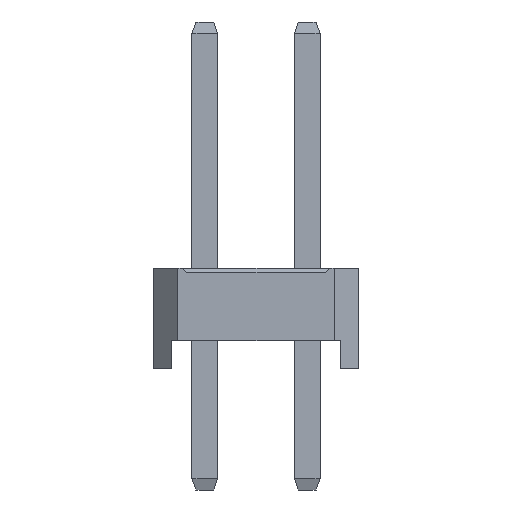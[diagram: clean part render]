
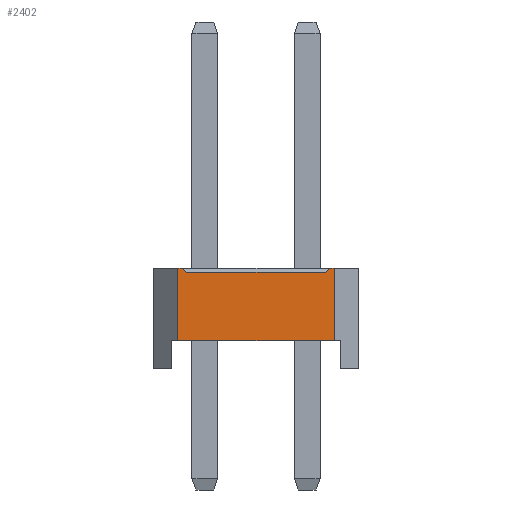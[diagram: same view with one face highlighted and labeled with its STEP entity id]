
A CAD part, left-side view. The second image highlights one B-rep face of the part: STEP entity #2402.
In plain terms, the highlighted planar face has unit normal (-1, 0, 0).
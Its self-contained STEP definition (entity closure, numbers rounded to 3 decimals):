
#2402=ADVANCED_FACE('',(#9914),#9916,.T.);
#9914=FACE_BOUND('',#9915,.T.);
#9915=EDGE_LOOP('',(#15797,#15798,#15799,#15800,#15801,#15802,#15803,#15804));
#9916=PLANE('',#9917);
#9917=AXIS2_PLACEMENT_3D('',#9918,#9919,#9920);
#9918=CARTESIAN_POINT('',(-1.27,3.21,0.));
#9919=DIRECTION('',(-1.,0.,0.));
#9920=DIRECTION('',(0.,-1.,0.));
#15797=ORIENTED_EDGE('',*,*,#19462,.F.);
#15798=ORIENTED_EDGE('',*,*,#19463,.T.);
#15799=ORIENTED_EDGE('',*,*,#19464,.F.);
#15800=ORIENTED_EDGE('',*,*,#18682,.F.);
#15801=ORIENTED_EDGE('',*,*,#19465,.F.);
#15802=ORIENTED_EDGE('',*,*,#18392,.T.);
#15803=ORIENTED_EDGE('',*,*,#19461,.T.);
#15804=ORIENTED_EDGE('',*,*,#18686,.F.);
#18392=EDGE_CURVE('',#20488,#20486,#20489,.T.);
#18682=EDGE_CURVE('',#21066,#21068,#21069,.T.);
#18686=EDGE_CURVE('',#21074,#21076,#21077,.T.);
#19461=EDGE_CURVE('',#20486,#21076,#22365,.T.);
#19462=EDGE_CURVE('',#22366,#21074,#22367,.F.);
#19463=EDGE_CURVE('',#22366,#22368,#22369,.T.);
#19464=EDGE_CURVE('',#21068,#22368,#22370,.F.);
#19465=EDGE_CURVE('',#20488,#21066,#22371,.T.);
#20486=VERTEX_POINT('',#23886);
#20488=VERTEX_POINT('',#23890);
#20489=LINE('',#23891,#23892);
#21066=VERTEX_POINT('',#25046);
#21068=VERTEX_POINT('',#25050);
#21069=LINE('',#25051,#25052);
#21074=VERTEX_POINT('',#25062);
#21076=VERTEX_POINT('',#25066);
#21077=LINE('',#25067,#25068);
#22365=LINE('',#27905,#27906);
#22366=VERTEX_POINT('',#27908);
#22367=LINE('',#27909,#27910);
#22368=VERTEX_POINT('',#27912);
#22369=LINE('',#27913,#27914);
#22370=LINE('',#27916,#27917);
#22371=LINE('',#27919,#27920);
#23886=CARTESIAN_POINT('',(-1.27,-0.67,0.7));
#23890=CARTESIAN_POINT('',(-1.27,3.21,0.7));
#23891=CARTESIAN_POINT('',(-1.27,3.21,0.7));
#23892=VECTOR('',#23893,1.);
#23893=DIRECTION('',(0.,-1.,0.));
#25046=CARTESIAN_POINT('',(-1.27,3.21,2.5));
#25050=CARTESIAN_POINT('',(-1.27,3.09,2.5));
#25051=CARTESIAN_POINT('',(-1.27,3.21,2.5));
#25052=VECTOR('',#25053,1.);
#25053=DIRECTION('',(0.,-1.,0.));
#25062=CARTESIAN_POINT('',(-1.27,-0.55,2.5));
#25066=CARTESIAN_POINT('',(-1.27,-0.67,2.5));
#25067=CARTESIAN_POINT('',(-1.27,-0.55,2.5));
#25068=VECTOR('',#25069,1.);
#25069=DIRECTION('',(0.,-1.,0.));
#27905=CARTESIAN_POINT('',(-1.27,-0.67,0.7));
#27906=VECTOR('',#27907,1.);
#27907=DIRECTION('',(0.,0.,1.));
#27908=CARTESIAN_POINT('',(-1.27,-0.45,2.4));
#27909=CARTESIAN_POINT('',(-1.27,-0.55,2.5));
#27910=VECTOR('',#27911,1.);
#27911=DIRECTION('',(0.,0.707,-0.707));
#27912=CARTESIAN_POINT('',(-1.27,2.99,2.4));
#27913=CARTESIAN_POINT('',(-1.27,-0.45,2.4));
#27914=VECTOR('',#27915,1.);
#27915=DIRECTION('',(0.,1.,0.));
#27916=CARTESIAN_POINT('',(-1.27,2.99,2.4));
#27917=VECTOR('',#27918,1.);
#27918=DIRECTION('',(0.,0.707,0.707));
#27919=CARTESIAN_POINT('',(-1.27,3.21,0.7));
#27920=VECTOR('',#27921,1.);
#27921=DIRECTION('',(0.,0.,1.));
